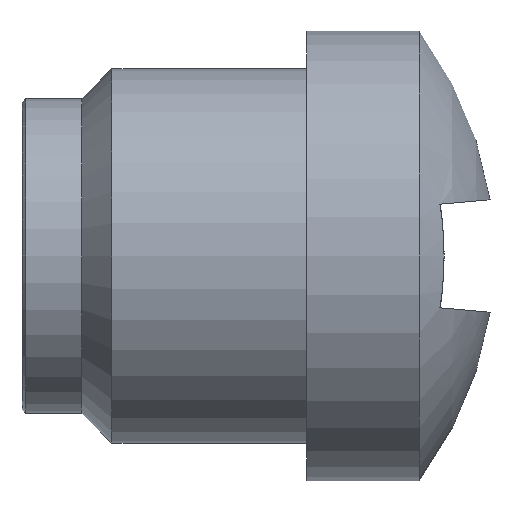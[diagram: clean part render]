
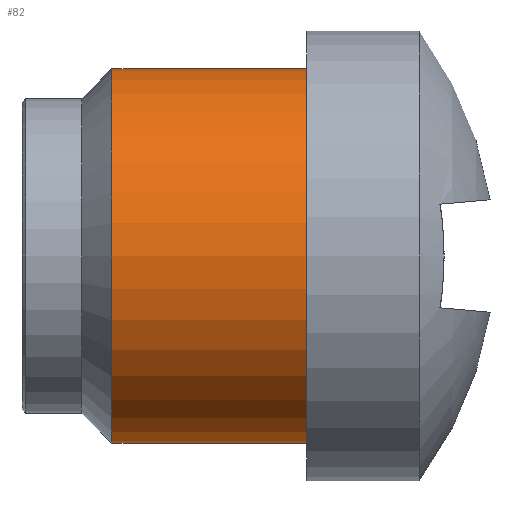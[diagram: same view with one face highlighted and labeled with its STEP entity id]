
A CAD part, front view. The second image highlights one B-rep face of the part: STEP entity #82.
In plain terms, the highlighted cylindrical face has radius 2.5 mm (diameter 5 mm), a full revolution.
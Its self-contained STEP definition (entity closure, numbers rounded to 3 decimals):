
#82=ADVANCED_FACE('',(#105,#106),#98,.T.);
#98=CYLINDRICAL_SURFACE('',#296,2.5);
#105=FACE_BOUND('',#125,.T.);
#106=FACE_BOUND('',#126,.T.);
#125=EDGE_LOOP('',(#161));
#126=EDGE_LOOP('',(#162));
#161=ORIENTED_EDGE('',*,*,#242,.T.);
#162=ORIENTED_EDGE('',*,*,#243,.F.);
#218=VERTEX_POINT('',#430);
#219=VERTEX_POINT('',#432);
#242=EDGE_CURVE('',#218,#218,#271,.T.);
#243=EDGE_CURVE('',#219,#219,#272,.T.);
#271=CIRCLE('',#294,2.5);
#272=CIRCLE('',#295,2.5);
#294=AXIS2_PLACEMENT_3D('',#429,#347,#348);
#295=AXIS2_PLACEMENT_3D('',#431,#349,#350);
#296=AXIS2_PLACEMENT_3D('',#433,#351,#352);
#347=DIRECTION('',(1.,0.,0.));
#348=DIRECTION('',(0.,0.,-1.));
#349=DIRECTION('',(1.,0.,0.));
#350=DIRECTION('',(0.,0.,-1.));
#351=DIRECTION('',(1.,0.,0.));
#352=DIRECTION('',(0.,0.,-1.));
#429=CARTESIAN_POINT('',(1.2,0.,0.));
#430=CARTESIAN_POINT('',(1.2,0.,-2.5));
#431=CARTESIAN_POINT('',(3.8,0.,0.));
#432=CARTESIAN_POINT('',(3.8,0.,-2.5));
#433=CARTESIAN_POINT('',(1.9,0.,0.));
